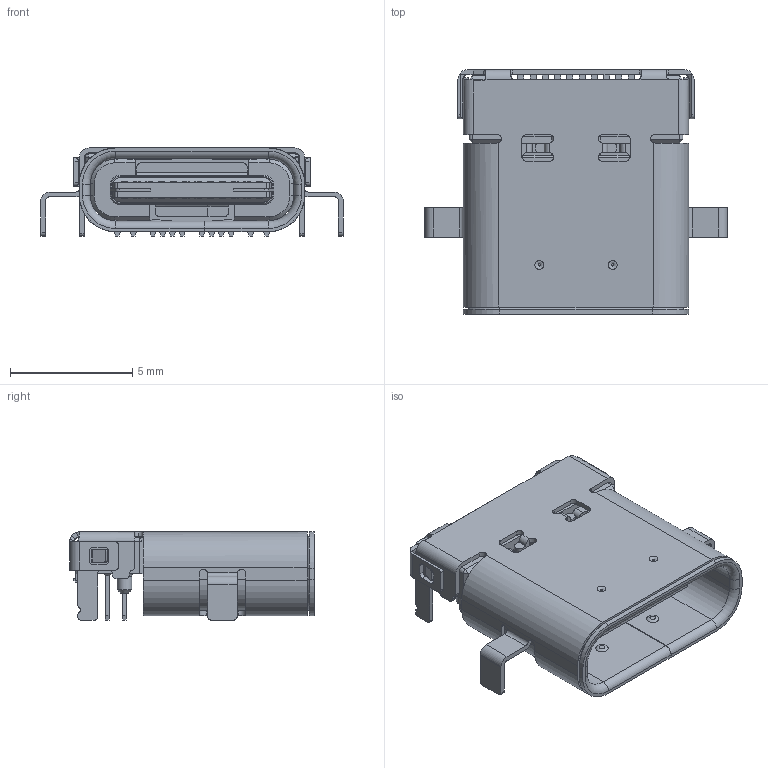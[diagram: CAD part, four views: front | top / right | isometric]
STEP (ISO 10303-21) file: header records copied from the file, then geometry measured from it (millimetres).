
FILE_DESCRIPTION(('FreeCAD Model'),'2;1');
FILE_NAME('_32723130112_cp.step', '2020-08-23T20:49:20',('kicad StepUp'),('ksu MCAD'), 'Open CASCADE STEP processor 7.3','FreeCAD','Unknown');
FILE_SCHEMA(('AUTOMOTIVE_DESIGN { 1 0 10303 214 1 1 1 1 }'));
Length unit declared in the file: millimetre
Products named in the file (1): _32723130112_cp
Bounding box: 12.35 x 9.99 x 3.6 mm (x, y, z)
Volume: 140.9 mm3; surface area: 1298.5 mm2
Topology: 29 solids, 29 shells, 1903 faces, 5232 edges, 3365 vertices
Faces by surface type: plane 1348, cylinder 495, cone 18, revolution 16, bspline 16, torus 10
Full cylindrical faces by diameter (mm): 0.6 x2
Entity records: 73533 total; most frequent: CARTESIAN_POINT 11147, ORIENTED_EDGE 10456, DIRECTION 9943, EDGE_CURVE 5228, LINE 4093, VECTOR 4093, VERTEX_POINT 3365, AXIS2_PLACEMENT_3D 2917
